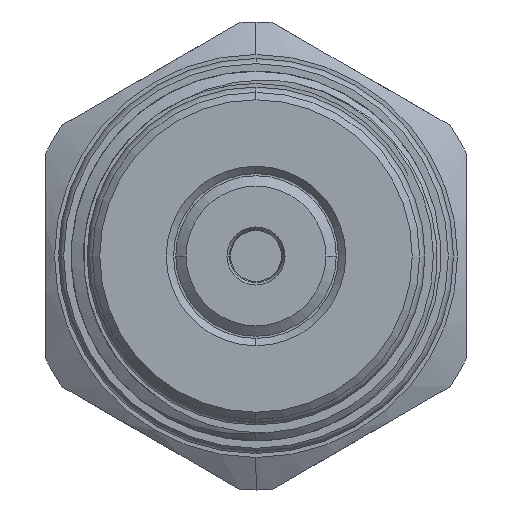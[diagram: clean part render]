
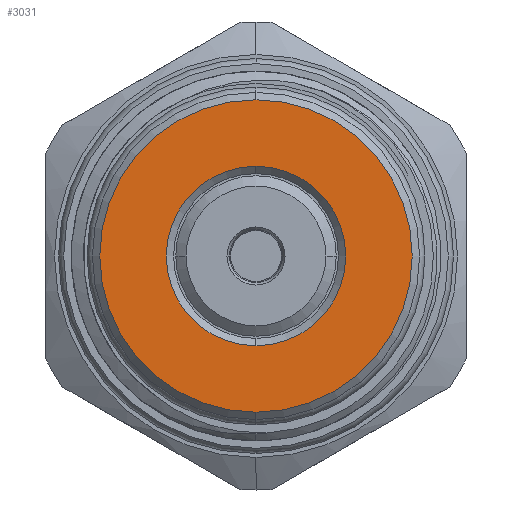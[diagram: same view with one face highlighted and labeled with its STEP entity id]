
A CAD part, left-side view. The second image highlights one B-rep face of the part: STEP entity #3031.
In plain terms, the highlighted planar face has unit normal (-1, 0, 0).
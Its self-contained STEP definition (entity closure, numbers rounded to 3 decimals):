
#524 = AXIS2_PLACEMENT_3D ( 'NONE', #9278, #6047, #11321 ) ;
#982 = CARTESIAN_POINT ( 'NONE',  ( -44., 0., -10.615 ) ) ;
#1178 = EDGE_CURVE ( 'NONE', #10772, #4539, #8605, .T. ) ;
#1203 = FACE_OUTER_BOUND ( 'NONE', #5180, .T. ) ;
#1204 = DIRECTION ( 'NONE',  ( 1., 0., 0. ) ) ;
#1325 = CIRCLE ( 'NONE', #4096, 6.1 ) ;
#1482 = ORIENTED_EDGE ( 'NONE', *, *, #6578, .T. ) ;
#1511 = FACE_BOUND ( 'NONE', #10696, .T. ) ;
#1609 = CIRCLE ( 'NONE', #6696, 6.1 ) ;
#1717 = EDGE_CURVE ( 'NONE', #4539, #10772, #4899, .T. ) ;
#1872 = DIRECTION ( 'NONE',  ( 1., 0., 0. ) ) ;
#3031 = ADVANCED_FACE ( 'NONE', ( #1511, #1203 ), #5500, .F. ) ;
#3194 = VERTEX_POINT ( 'NONE', #9052 ) ;
#3480 = AXIS2_PLACEMENT_3D ( 'NONE', #5449, #1872, #8073 ) ;
#3649 = ORIENTED_EDGE ( 'NONE', *, *, #10064, .T. ) ;
#3922 = DIRECTION ( 'NONE',  ( 0., 0., -1. ) ) ;
#4096 = AXIS2_PLACEMENT_3D ( 'NONE', #5765, #9224, #3922 ) ;
#4445 = DIRECTION ( 'NONE',  ( 1., 0., 0. ) ) ;
#4539 = VERTEX_POINT ( 'NONE', #7986 ) ;
#4666 = AXIS2_PLACEMENT_3D ( 'NONE', #7994, #4445, #11535 ) ;
#4899 = CIRCLE ( 'NONE', #3480, 10.615 ) ;
#5180 = EDGE_LOOP ( 'NONE', ( #10312, #6725 ) ) ;
#5449 = CARTESIAN_POINT ( 'NONE',  ( -44., 0., 0. ) ) ;
#5500 = PLANE ( 'NONE',  #4666 ) ;
#5638 = VERTEX_POINT ( 'NONE', #11550 ) ;
#5765 = CARTESIAN_POINT ( 'NONE',  ( -44., 0., 0. ) ) ;
#6047 = DIRECTION ( 'NONE',  ( 1., 0., 0. ) ) ;
#6578 = EDGE_CURVE ( 'NONE', #5638, #3194, #1609, .T. ) ;
#6599 = DIRECTION ( 'NONE',  ( 0., 0., -1. ) ) ;
#6696 = AXIS2_PLACEMENT_3D ( 'NONE', #9339, #1204, #6599 ) ;
#6725 = ORIENTED_EDGE ( 'NONE', *, *, #1717, .F. ) ;
#7986 = CARTESIAN_POINT ( 'NONE',  ( -44., 0., 10.615 ) ) ;
#7994 = CARTESIAN_POINT ( 'NONE',  ( -44., 0., 0. ) ) ;
#8073 = DIRECTION ( 'NONE',  ( 0., 0., -1. ) ) ;
#8605 = CIRCLE ( 'NONE', #524, 10.615 ) ;
#9052 = CARTESIAN_POINT ( 'NONE',  ( -44., 0., 6.1 ) ) ;
#9224 = DIRECTION ( 'NONE',  ( 1., 0., 0. ) ) ;
#9278 = CARTESIAN_POINT ( 'NONE',  ( -44., 0., 0. ) ) ;
#9339 = CARTESIAN_POINT ( 'NONE',  ( -44., 0., 0. ) ) ;
#10064 = EDGE_CURVE ( 'NONE', #3194, #5638, #1325, .T. ) ;
#10312 = ORIENTED_EDGE ( 'NONE', *, *, #1178, .F. ) ;
#10696 = EDGE_LOOP ( 'NONE', ( #3649, #1482 ) ) ;
#10772 = VERTEX_POINT ( 'NONE', #982 ) ;
#11321 = DIRECTION ( 'NONE',  ( 0., 0., -1. ) ) ;
#11535 = DIRECTION ( 'NONE',  ( 0., 0., -1. ) ) ;
#11550 = CARTESIAN_POINT ( 'NONE',  ( -44., 0., -6.1 ) ) ;
